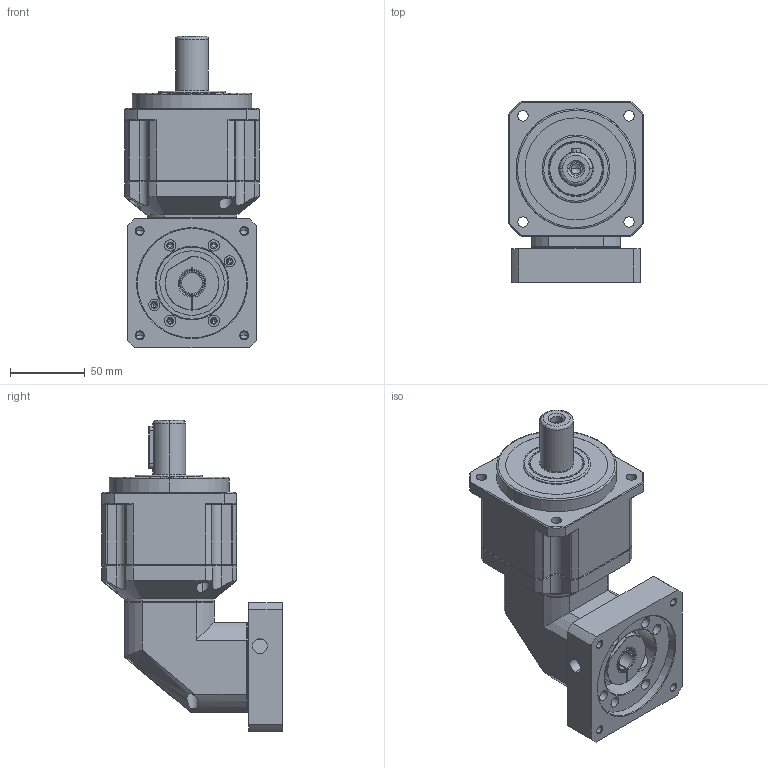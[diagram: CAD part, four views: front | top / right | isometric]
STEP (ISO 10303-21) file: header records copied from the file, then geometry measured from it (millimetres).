
FILE_DESCRIPTION (( 'STEP AP214' ), '1' );
FILE_NAME ('SBL090-L2-14-73-98.4M6.STEP', '2021-12-25T07:46:27', ( 'admin' ), ( '' ), 'SwSTEP 2.0', 'SolidWorks 2013', '' );
FILE_SCHEMA (( 'AUTOMOTIVE_DESIGN' ));
Length unit declared in the file: millimetre
Products named in the file (6): SB090_X2_8F9351FA7AEF_X0_; SBL090-L2-14-73-98.4M6; SBL060-73-98.4M6; SBL060_X2_8F9351658F7495017D2773AF_X0_-14; SBL060-14; SB090_X2_4E007EA79F7F570863A5_X0_060
Assembly tree (5 placements, depth 2):
  SBL090-L2-14-73-98.4M6
    SB090_X2_8F9351FA7AEF_X0_
    SB090_X2_4E007EA79F7F570863A5_X0_060
    SBL060-14
    SBL060_X2_8F9351658F7495017D2773AF_X0_-14
    SBL060-73-98.4M6
Bounding box: 90 x 120.5 x 207.5 mm (x, y, z)
Volume: 951140 mm3; surface area: 131459 mm2
Topology: 11 solids, 11 shells, 587 faces, 1441 edges, 891 vertices
Faces by surface type: plane 217, cylinder 216, cone 125, bspline 29
Entity records: 25541 total; most frequent: CARTESIAN_POINT 5224, DIRECTION 2841, ORIENTED_EDGE 2818, EDGE_CURVE 1409, AXIS2_PLACEMENT_3D 1103, VERTEX_POINT 891, EDGE_LOOP 674, LINE 635
